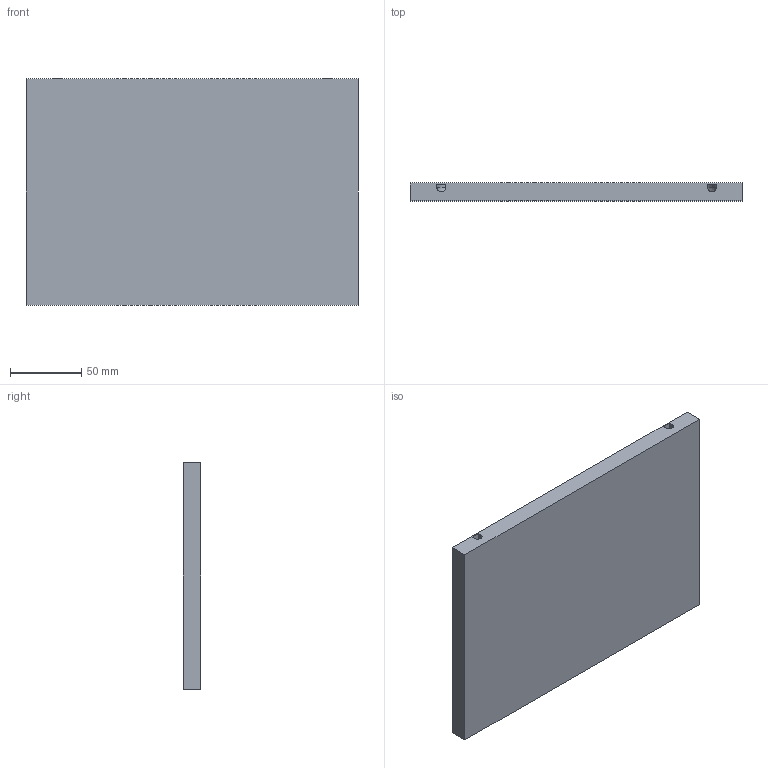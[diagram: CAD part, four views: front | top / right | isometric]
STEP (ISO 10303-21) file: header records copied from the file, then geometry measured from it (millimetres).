
FILE_DESCRIPTION (( 'STEP AP214' ), '1' );
FILE_NAME ('tubedColdplateStep.STEP', '2024-08-09T22:23:25', ( '' ), ( '' ), 'SwSTEP 2.0', 'SolidWorks 2024', '' );
FILE_SCHEMA (( 'AUTOMOTIVE_DESIGN' ));
Length unit declared in the file: millimetre
Products named in the file (1): tubedColdplateStep
Bounding box: 233.68 x 12.5 x 159.6 mm (x, y, z)
Volume: 438158.6 mm3; surface area: 103576.2 mm2
Topology: 1 solids, 1 shells, 65 faces, 139 edges, 76 vertices
Faces by surface type: plane 29, cylinder 26, torus 10
Entity records: 1737 total; most frequent: DIRECTION 328, CARTESIAN_POINT 281, ORIENTED_EDGE 278, EDGE_CURVE 139, AXIS2_PLACEMENT_3D 123, VECTOR 82, LINE 82, VERTEX_POINT 76
